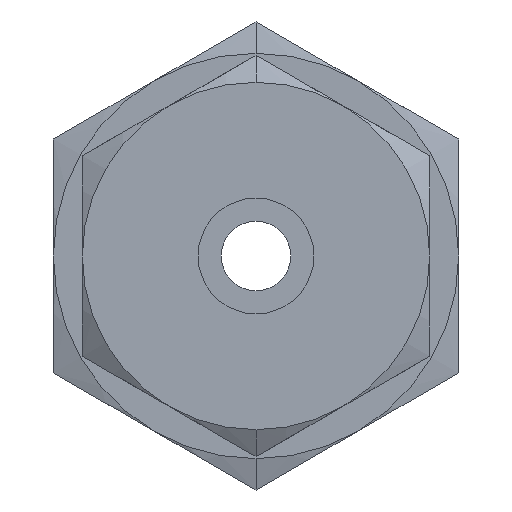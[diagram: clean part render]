
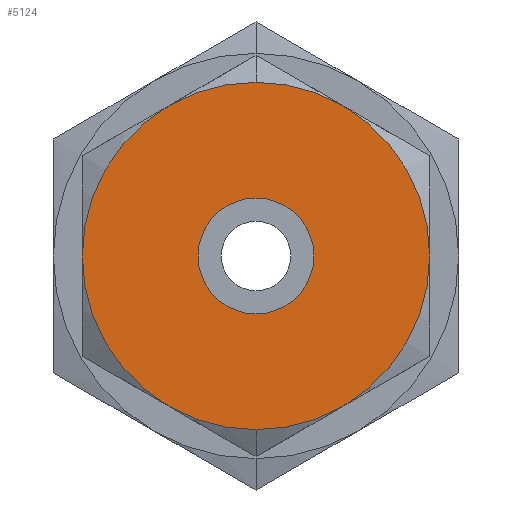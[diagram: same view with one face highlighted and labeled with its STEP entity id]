
A CAD part, left-side view. The second image highlights one B-rep face of the part: STEP entity #5124.
In plain terms, the highlighted planar face has unit normal (-1, 0, 0).
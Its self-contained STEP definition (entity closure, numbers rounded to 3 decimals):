
#165 = CIRCLE ( 'NONE', #6475, 6. ) ;
#453 = PLANE ( 'NONE',  #667 ) ;
#551 = EDGE_CURVE ( 'NONE', #5432, #6191, #2759, .T. ) ;
#667 = AXIS2_PLACEMENT_3D ( 'NONE', #5418, #3275, #6628 ) ;
#855 = DIRECTION ( 'NONE',  ( 1., 0., 0. ) ) ;
#938 = ORIENTED_EDGE ( 'NONE', *, *, #551, .T. ) ;
#1030 = DIRECTION ( 'NONE',  ( 1., 0., 0. ) ) ;
#1038 = FACE_BOUND ( 'NONE', #1453, .T. ) ;
#1328 = CARTESIAN_POINT ( 'NONE',  ( 0., 0., 6. ) ) ;
#1343 = AXIS2_PLACEMENT_3D ( 'NONE', #4521, #3473, #6719 ) ;
#1373 = VERTEX_POINT ( 'NONE', #2435 ) ;
#1438 = DIRECTION ( 'NONE',  ( 0., 0., 1. ) ) ;
#1453 = EDGE_LOOP ( 'NONE', ( #938, #1705 ) ) ;
#1624 = ORIENTED_EDGE ( 'NONE', *, *, #6945, .F. ) ;
#1705 = ORIENTED_EDGE ( 'NONE', *, *, #4615, .T. ) ;
#1728 = DIRECTION ( 'NONE',  ( 1., 0., 0. ) ) ;
#1838 = EDGE_LOOP ( 'NONE', ( #5552, #1624 ) ) ;
#2023 = AXIS2_PLACEMENT_3D ( 'NONE', #6029, #1030, #6620 ) ;
#2083 = CARTESIAN_POINT ( 'NONE',  ( 0., 0., 2. ) ) ;
#2362 = VERTEX_POINT ( 'NONE', #1328 ) ;
#2435 = CARTESIAN_POINT ( 'NONE',  ( 0., 0., -6. ) ) ;
#2759 = CIRCLE ( 'NONE', #2023, 2. ) ;
#3275 = DIRECTION ( 'NONE',  ( -1., 0., 0. ) ) ;
#3473 = DIRECTION ( 'NONE',  ( 1., 0., 0. ) ) ;
#4067 = CARTESIAN_POINT ( 'NONE',  ( 0., 0., 0. ) ) ;
#4102 = CARTESIAN_POINT ( 'NONE',  ( 0., 0., 0. ) ) ;
#4521 = CARTESIAN_POINT ( 'NONE',  ( 0., 0., 0. ) ) ;
#4615 = EDGE_CURVE ( 'NONE', #6191, #5432, #6715, .T. ) ;
#4911 = CARTESIAN_POINT ( 'NONE',  ( 0., 0., -2. ) ) ;
#5083 = DIRECTION ( 'NONE',  ( 0., 0., -1. ) ) ;
#5124 = ADVANCED_FACE ( 'NONE', ( #1038, #7113 ), #453, .T. ) ;
#5418 = CARTESIAN_POINT ( 'NONE',  ( 0., 0., 3. ) ) ;
#5432 = VERTEX_POINT ( 'NONE', #4911 ) ;
#5552 = ORIENTED_EDGE ( 'NONE', *, *, #7039, .F. ) ;
#5886 = CIRCLE ( 'NONE', #6820, 6. ) ;
#6029 = CARTESIAN_POINT ( 'NONE',  ( 0., 0., 0. ) ) ;
#6191 = VERTEX_POINT ( 'NONE', #2083 ) ;
#6475 = AXIS2_PLACEMENT_3D ( 'NONE', #4102, #855, #1438 ) ;
#6620 = DIRECTION ( 'NONE',  ( 0., 0., -1. ) ) ;
#6628 = DIRECTION ( 'NONE',  ( 0., 0., 1. ) ) ;
#6715 = CIRCLE ( 'NONE', #1343, 2. ) ;
#6719 = DIRECTION ( 'NONE',  ( 0., 0., 1. ) ) ;
#6820 = AXIS2_PLACEMENT_3D ( 'NONE', #4067, #1728, #5083 ) ;
#6945 = EDGE_CURVE ( 'NONE', #1373, #2362, #5886, .T. ) ;
#7039 = EDGE_CURVE ( 'NONE', #2362, #1373, #165, .T. ) ;
#7113 = FACE_OUTER_BOUND ( 'NONE', #1838, .T. ) ;
